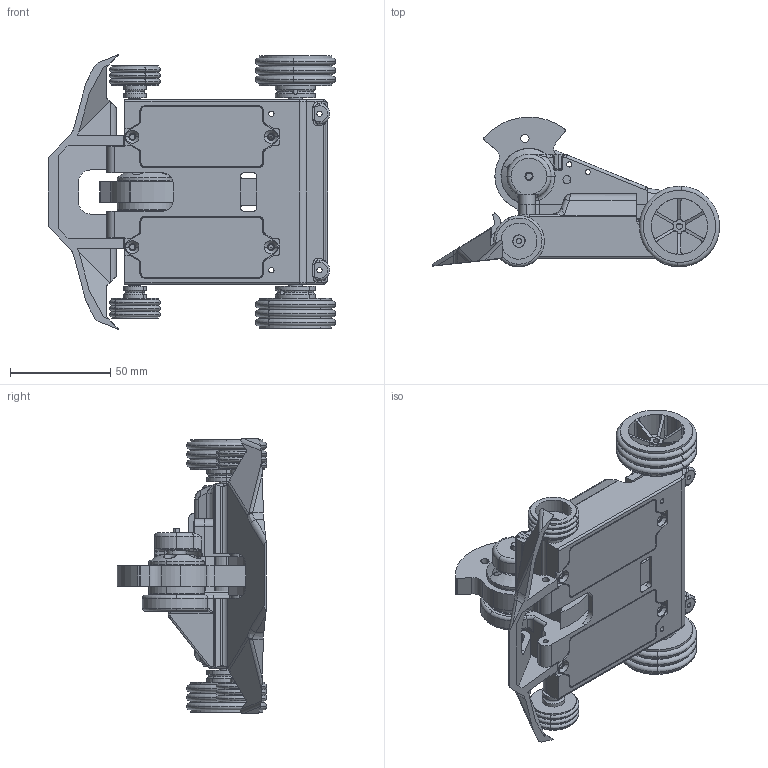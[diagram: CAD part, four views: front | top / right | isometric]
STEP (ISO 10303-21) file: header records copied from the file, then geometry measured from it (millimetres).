
FILE_DESCRIPTION (( 'STEP AP203' ), '1' );
FILE_NAME ('Mak VS.STEP', '2019-08-12T14:07:26', ( '' ), ( '' ), 'SwSTEP 2.0', 'SolidWorks 2018', '' );
FILE_SCHEMA (( 'CONFIG_CONTROL_DESIGN' ));
Length unit declared in the file: millimetre
Products named in the file (22): F604ZZ; P33 oring; MVS motor clamp; FS-iA6B iA6B Receiver; MS Wheel_Front; XYS-BL20A; MS base; Mak VS; MVS Front wedge; BLHeli 20A; A2212 Brushless Motor; MVS lower cover; 880mah batt; MVS Weapon bracket L; MS Weel_R Assy; 16GA 050 430rpm; MS Bar; 1510 bearing; MS Wheel_F Assy; W motor shaft; MS Weel_Rear; P21 oring
Assembly tree (31 placements, depth 3):
  Mak VS
    16GA 050 430rpm  x2
    BLHeli 20A
    XYS-BL20A  x2
    MS Weel_R Assy  x2
      MS Weel_Rear
      P33 oring
    MS Wheel_F Assy  x2
      MS Wheel_Front
      P21 oring
    MS Bar
    880mah batt
    MS base
    MVS motor clamp
    MVS Front wedge
    F604ZZ  x2
    A2212 Brushless Motor
    FS-iA6B iA6B Receiver
    W motor shaft
    1510 bearing
    MVS Weapon bracket L
    MVS lower cover  x2
Bounding box: 143.1 x 74.53 x 137 mm (x, y, z)
Volume: 233809.2 mm3; surface area: 139978.4 mm2
Topology: 35 solids, 35 shells, 1698 faces, 4341 edges, 2704 vertices
Faces by surface type: cylinder 777, plane 480, torus 226, bspline 138, cone 51, sphere 26
Entity records: 48664 total; most frequent: CARTESIAN_POINT 13210, ORIENTED_EDGE 7020, DIRECTION 6887, EDGE_CURVE 3510, AXIS2_PLACEMENT_3D 2658, VERTEX_POINT 2212, LINE 1571, VECTOR 1571
